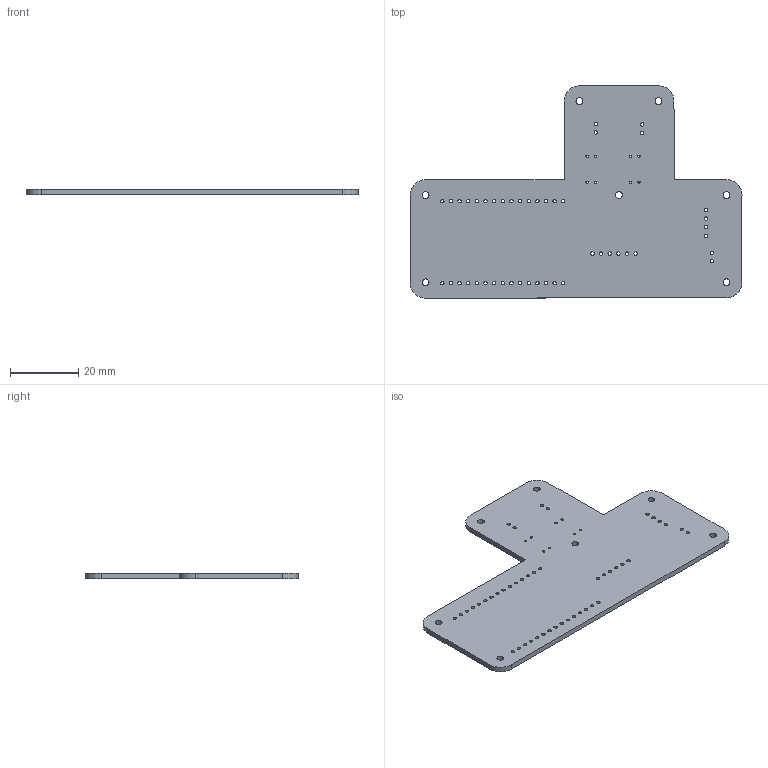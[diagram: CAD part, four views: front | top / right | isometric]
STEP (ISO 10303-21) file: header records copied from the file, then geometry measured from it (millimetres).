
FILE_DESCRIPTION(('KiCad electronic assembly'),'2;1');
FILE_NAME('ESP8266_Board2.STEP','2022-11-28T16:25:48',('Pcbnew'),( 'Kicad'),'Open CASCADE STEP processor 7.6','KiCad to STEP converter' ,'Unknown');
FILE_SCHEMA(('AUTOMOTIVE_DESIGN { 1 0 10303 214 1 1 1 1 }'));
Length unit declared in the file: millimetre
Products named in the file (2): ESP8266_Board2 1; _autosave-esp8266_new PCB
Assembly tree (1 placements, depth 2):
  ESP8266_Board2 1
    _autosave-esp8266_new PCB
Bounding box: 97.6 x 62.4 x 1.6 mm (x, y, z)
Volume: 6710.4 mm3; surface area: 9210.8 mm2
Topology: 1 solids, 1 shells, 78 faces, 228 edges, 152 vertices
Faces by surface type: cylinder 67, plane 11
Full cylindrical faces by diameter (mm): 0.7 x8, 1 x46, 2 x7
Entity records: 6323 total; most frequent: CARTESIAN_POINT 1720, DIRECTION 844, ORIENTED_EDGE 456, PCURVE 456, DEFINITIONAL_REPRESENTATION 456, LINE 416, VECTOR 416, EDGE_CURVE 228
